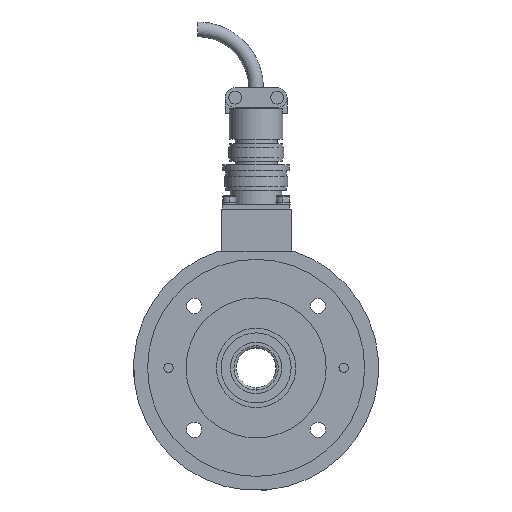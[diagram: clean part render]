
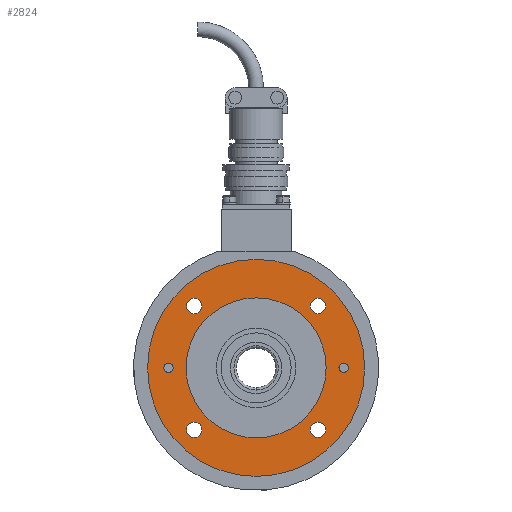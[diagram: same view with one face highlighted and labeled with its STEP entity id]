
A CAD part, front view. The second image highlights one B-rep face of the part: STEP entity #2824.
In plain terms, the highlighted face is planar.
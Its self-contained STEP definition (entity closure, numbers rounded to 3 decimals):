
#2240=CARTESIAN_POINT('',(1.425,30.,0.0));
#2241=VERTEX_POINT('',#2240);
#2257=CARTESIAN_POINT('',(1.425,-30.,0.));
#2258=VERTEX_POINT('',#2257);
#2265=CARTESIAN_POINT('',(1.425,0.,0.0));
#2266=DIRECTION('',(1.0,0.0,0.0));
#2267=DIRECTION('',(0.0,1.0,0.0));
#2268=AXIS2_PLACEMENT_3D('',#2265,#2266,#2267);
#2269=CIRCLE('',#2268,30.);
#2270=EDGE_CURVE('',#2258,#2241,#2269,.T.);
#2280=CARTESIAN_POINT('',(1.425,46.5,0.0));
#2281=VERTEX_POINT('',#2280);
#2290=CARTESIAN_POINT('',(1.425,-46.5,0.));
#2291=VERTEX_POINT('',#2290);
#2292=CARTESIAN_POINT('',(1.425,0.,0.0));
#2293=DIRECTION('',(1.0,0.0,0.0));
#2294=DIRECTION('',(0.0,1.0,0.0));
#2295=AXIS2_PLACEMENT_3D('',#2292,#2293,#2294);
#2296=CIRCLE('',#2295,46.5);
#2297=EDGE_CURVE('',#2291,#2281,#2296,.T.);
#2322=CARTESIAN_POINT('',(1.425,26.517,23.217));
#2323=VERTEX_POINT('',#2322);
#2332=CARTESIAN_POINT('',(1.425,26.517,29.817));
#2333=VERTEX_POINT('',#2332);
#2334=CARTESIAN_POINT('',(1.425,26.517,26.517));
#2335=DIRECTION('',(-1.0,0.0,0.0));
#2336=DIRECTION('',(0.0,0.0,-1.0));
#2337=AXIS2_PLACEMENT_3D('',#2334,#2335,#2336);
#2338=CIRCLE('',#2337,3.3);
#2339=EDGE_CURVE('',#2333,#2323,#2338,.T.);
#2364=CARTESIAN_POINT('',(1.425,-23.217,26.517));
#2365=VERTEX_POINT('',#2364);
#2374=CARTESIAN_POINT('',(1.425,-29.817,26.517));
#2375=VERTEX_POINT('',#2374);
#2376=CARTESIAN_POINT('',(1.425,-26.517,26.517));
#2377=DIRECTION('',(-1.0,0.0,0.0));
#2378=DIRECTION('',(0.0,1.0,0.0));
#2379=AXIS2_PLACEMENT_3D('',#2376,#2377,#2378);
#2380=CIRCLE('',#2379,3.3);
#2381=EDGE_CURVE('',#2375,#2365,#2380,.T.);
#2406=CARTESIAN_POINT('',(1.425,-26.517,-23.217));
#2407=VERTEX_POINT('',#2406);
#2416=CARTESIAN_POINT('',(1.425,-26.517,-29.817));
#2417=VERTEX_POINT('',#2416);
#2418=CARTESIAN_POINT('',(1.425,-26.517,-26.517));
#2419=DIRECTION('',(-1.0,0.0,0.0));
#2420=DIRECTION('',(0.0,0.0,1.0));
#2421=AXIS2_PLACEMENT_3D('',#2418,#2419,#2420);
#2422=CIRCLE('',#2421,3.3);
#2423=EDGE_CURVE('',#2417,#2407,#2422,.T.);
#2448=CARTESIAN_POINT('',(1.425,23.217,-26.517));
#2449=VERTEX_POINT('',#2448);
#2458=CARTESIAN_POINT('',(1.425,29.817,-26.517));
#2459=VERTEX_POINT('',#2458);
#2460=CARTESIAN_POINT('',(1.425,26.517,-26.517));
#2461=DIRECTION('',(-1.0,0.0,0.0));
#2462=DIRECTION('',(0.0,-1.0,0.0));
#2463=AXIS2_PLACEMENT_3D('',#2460,#2461,#2462);
#2464=CIRCLE('',#2463,3.3);
#2465=EDGE_CURVE('',#2459,#2449,#2464,.T.);
#2490=CARTESIAN_POINT('',(1.425,37.5,-2.));
#2491=VERTEX_POINT('',#2490);
#2500=CARTESIAN_POINT('',(1.425,37.5,2.));
#2501=VERTEX_POINT('',#2500);
#2502=CARTESIAN_POINT('',(1.425,37.5,0.));
#2503=DIRECTION('',(-1.0,0.0,0.0));
#2504=DIRECTION('',(0.0,0.0,-1.0));
#2505=AXIS2_PLACEMENT_3D('',#2502,#2503,#2504);
#2506=CIRCLE('',#2505,2.0);
#2507=EDGE_CURVE('',#2501,#2491,#2506,.T.);
#2532=CARTESIAN_POINT('',(1.425,-37.5,2.));
#2533=VERTEX_POINT('',#2532);
#2542=CARTESIAN_POINT('',(1.425,-37.5,-2.));
#2543=VERTEX_POINT('',#2542);
#2544=CARTESIAN_POINT('',(1.425,-37.5,0.));
#2545=DIRECTION('',(-1.0,0.0,0.0));
#2546=DIRECTION('',(0.0,0.0,1.0));
#2547=AXIS2_PLACEMENT_3D('',#2544,#2545,#2546);
#2548=CIRCLE('',#2547,2.0);
#2549=EDGE_CURVE('',#2543,#2533,#2548,.T.);
#2583=CARTESIAN_POINT('',(1.425,-37.5,0.));
#2584=DIRECTION('',(-1.0,0.0,0.0));
#2585=DIRECTION('',(0.0,0.0,1.0));
#2586=AXIS2_PLACEMENT_3D('',#2583,#2584,#2585);
#2587=CIRCLE('',#2586,2.0);
#2588=EDGE_CURVE('',#2533,#2543,#2587,.T.);
#2607=CARTESIAN_POINT('',(1.425,37.5,0.));
#2608=DIRECTION('',(-1.0,0.0,0.0));
#2609=DIRECTION('',(0.0,0.0,-1.0));
#2610=AXIS2_PLACEMENT_3D('',#2607,#2608,#2609);
#2611=CIRCLE('',#2610,2.0);
#2612=EDGE_CURVE('',#2491,#2501,#2611,.T.);
#2631=CARTESIAN_POINT('',(1.425,26.517,-26.517));
#2632=DIRECTION('',(-1.0,0.0,0.0));
#2633=DIRECTION('',(0.0,-1.0,0.0));
#2634=AXIS2_PLACEMENT_3D('',#2631,#2632,#2633);
#2635=CIRCLE('',#2634,3.3);
#2636=EDGE_CURVE('',#2449,#2459,#2635,.T.);
#2655=CARTESIAN_POINT('',(1.425,-26.517,-26.517));
#2656=DIRECTION('',(-1.0,0.0,0.0));
#2657=DIRECTION('',(0.0,0.0,1.0));
#2658=AXIS2_PLACEMENT_3D('',#2655,#2656,#2657);
#2659=CIRCLE('',#2658,3.3);
#2660=EDGE_CURVE('',#2407,#2417,#2659,.T.);
#2679=CARTESIAN_POINT('',(1.425,-26.517,26.517));
#2680=DIRECTION('',(-1.0,0.0,0.0));
#2681=DIRECTION('',(0.0,1.0,0.0));
#2682=AXIS2_PLACEMENT_3D('',#2679,#2680,#2681);
#2683=CIRCLE('',#2682,3.3);
#2684=EDGE_CURVE('',#2365,#2375,#2683,.T.);
#2703=CARTESIAN_POINT('',(1.425,26.517,26.517));
#2704=DIRECTION('',(-1.0,0.0,0.0));
#2705=DIRECTION('',(0.0,0.0,-1.0));
#2706=AXIS2_PLACEMENT_3D('',#2703,#2704,#2705);
#2707=CIRCLE('',#2706,3.3);
#2708=EDGE_CURVE('',#2323,#2333,#2707,.T.);
#2771=CARTESIAN_POINT('',(1.425,0.,0.0));
#2772=DIRECTION('',(1.0,0.0,0.0));
#2773=DIRECTION('',(0.0,1.0,0.0));
#2774=AXIS2_PLACEMENT_3D('',#2771,#2772,#2773);
#2775=CIRCLE('',#2774,46.5);
#2776=EDGE_CURVE('',#2281,#2291,#2775,.T.);
#2781=CARTESIAN_POINT('',(1.425,-51.15,51.15));
#2782=DIRECTION('',(1.0,0.0,0.0));
#2783=DIRECTION('',(0.0,0.0,-1.0));
#2784=AXIS2_PLACEMENT_3D('',#2781,#2782,#2783);
#2785=PLANE('',#2784);
#2786=ORIENTED_EDGE('',*,*,#2776,.T.);
#2787=ORIENTED_EDGE('',*,*,#2297,.T.);
#2788=EDGE_LOOP('',(#2786,#2787));
#2789=FACE_OUTER_BOUND('',#2788,.T.);
#2790=ORIENTED_EDGE('',*,*,#2588,.T.);
#2791=ORIENTED_EDGE('',*,*,#2549,.T.);
#2792=EDGE_LOOP('',(#2790,#2791));
#2793=FACE_BOUND('',#2792,.T.);
#2794=ORIENTED_EDGE('',*,*,#2612,.T.);
#2795=ORIENTED_EDGE('',*,*,#2507,.T.);
#2796=EDGE_LOOP('',(#2794,#2795));
#2797=FACE_BOUND('',#2796,.T.);
#2798=ORIENTED_EDGE('',*,*,#2636,.T.);
#2799=ORIENTED_EDGE('',*,*,#2465,.T.);
#2800=EDGE_LOOP('',(#2798,#2799));
#2801=FACE_BOUND('',#2800,.T.);
#2802=ORIENTED_EDGE('',*,*,#2660,.T.);
#2803=ORIENTED_EDGE('',*,*,#2423,.T.);
#2804=EDGE_LOOP('',(#2802,#2803));
#2805=FACE_BOUND('',#2804,.T.);
#2806=ORIENTED_EDGE('',*,*,#2684,.T.);
#2807=ORIENTED_EDGE('',*,*,#2381,.T.);
#2808=EDGE_LOOP('',(#2806,#2807));
#2809=FACE_BOUND('',#2808,.T.);
#2810=ORIENTED_EDGE('',*,*,#2708,.T.);
#2811=ORIENTED_EDGE('',*,*,#2339,.T.);
#2812=EDGE_LOOP('',(#2810,#2811));
#2813=FACE_BOUND('',#2812,.T.);
#2814=CARTESIAN_POINT('',(1.425,0.,0.0));
#2815=DIRECTION('',(1.0,0.0,0.0));
#2816=DIRECTION('',(0.0,1.0,0.0));
#2817=AXIS2_PLACEMENT_3D('',#2814,#2815,#2816);
#2818=CIRCLE('',#2817,30.);
#2819=EDGE_CURVE('',#2241,#2258,#2818,.T.);
#2820=ORIENTED_EDGE('',*,*,#2819,.F.);
#2821=ORIENTED_EDGE('',*,*,#2270,.F.);
#2822=EDGE_LOOP('',(#2820,#2821));
#2823=FACE_BOUND('',#2822,.T.);
#2824=ADVANCED_FACE('',(#2789,#2793,#2797,#2801,#2805,#2809,#2813,#2823),#2785,.T.);
